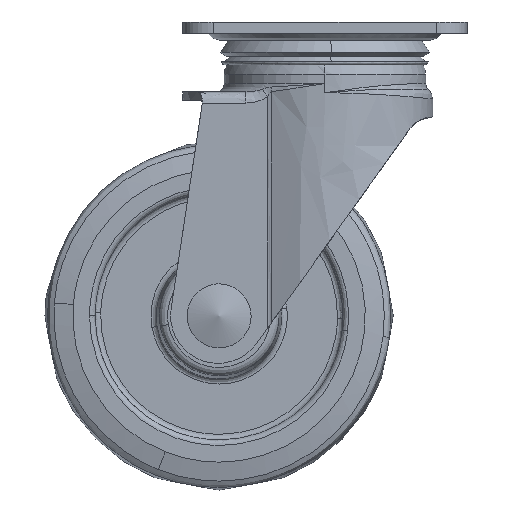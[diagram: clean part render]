
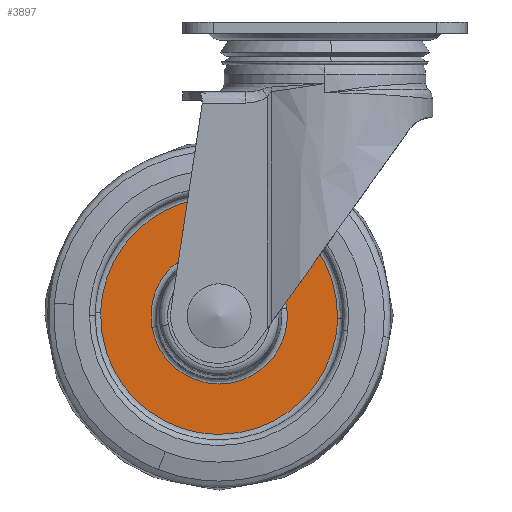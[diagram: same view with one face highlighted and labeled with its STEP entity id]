
A CAD part, front view. The second image highlights one B-rep face of the part: STEP entity #3897.
In plain terms, the highlighted free-form (B-spline) face has degree [1, 1] with [2, 2] control points.
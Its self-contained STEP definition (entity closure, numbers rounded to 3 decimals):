
#2994=CARTESIAN_POINT('',(-80.499,-14.,-104.432));
#2995=VERTEX_POINT('',#2994);
#3009=CARTESIAN_POINT('',(-38.,-14.,-62.988));
#3010=VERTEX_POINT('',#3009);
#3011=CARTESIAN_POINT('',(-38.,-14.,-62.988));
#3012=CARTESIAN_POINT('',(-79.457,-14.,-62.988));
#3013=CARTESIAN_POINT('',(-80.499,-14.,-104.432));
#3021=(BOUNDED_CURVE()B_SPLINE_CURVE(2,(#3011,#3012,#3013),.UNSPECIFIED.,.F.,.U.)B_SPLINE_CURVE_WITH_KNOTS((3,3),(0.5,0.746),.UNSPECIFIED.)CURVE()GEOMETRIC_REPRESENTATION_ITEM()RATIONAL_B_SPLINE_CURVE((1.0,0.712,0.99))REPRESENTATION_ITEM(''));
#3022=EDGE_CURVE('',#3010,#2995,#3021,.T.);
#3024=CARTESIAN_POINT('',(4.499,-14.,-106.568));
#3025=VERTEX_POINT('',#3024);
#3026=CARTESIAN_POINT('',(4.499,-14.,-106.568));
#3027=CARTESIAN_POINT('',(4.512,-14.,-106.034));
#3028=CARTESIAN_POINT('',(4.512,-14.,-105.5));
#3029=CARTESIAN_POINT('',(4.512,-14.,-62.988));
#3030=CARTESIAN_POINT('',(-38.,-14.,-62.988));
#3038=(BOUNDED_CURVE()B_SPLINE_CURVE(2,(#3026,#3027,#3028,#3029,#3030),.UNSPECIFIED.,.F.,.U.)B_SPLINE_CURVE_WITH_KNOTS((3,2,3),(0.246,0.25,0.5),.UNSPECIFIED.)CURVE()GEOMETRIC_REPRESENTATION_ITEM()RATIONAL_B_SPLINE_CURVE((0.99,0.995,1.0,0.707,1.0))REPRESENTATION_ITEM(''));
#3039=EDGE_CURVE('',#3025,#3010,#3038,.T.);
#3083=CARTESIAN_POINT('',(-38.,-14.,-148.012));
#3084=VERTEX_POINT('',#3083);
#3085=CARTESIAN_POINT('',(-38.,-14.,-148.012));
#3086=CARTESIAN_POINT('',(3.457,-14.,-148.012));
#3087=CARTESIAN_POINT('',(4.499,-14.,-106.568));
#3095=(BOUNDED_CURVE()B_SPLINE_CURVE(2,(#3085,#3086,#3087),.UNSPECIFIED.,.F.,.U.)B_SPLINE_CURVE_WITH_KNOTS((3,3),(0.0,0.246),.UNSPECIFIED.)CURVE()GEOMETRIC_REPRESENTATION_ITEM()RATIONAL_B_SPLINE_CURVE((1.0,0.712,0.99))REPRESENTATION_ITEM(''));
#3096=EDGE_CURVE('',#3084,#3025,#3095,.T.);
#3098=CARTESIAN_POINT('',(-80.499,-14.,-104.432));
#3099=CARTESIAN_POINT('',(-80.512,-14.,-104.966));
#3100=CARTESIAN_POINT('',(-80.512,-14.,-105.5));
#3101=CARTESIAN_POINT('',(-80.512,-14.,-148.012));
#3102=CARTESIAN_POINT('',(-38.,-14.,-148.012));
#3110=(BOUNDED_CURVE()B_SPLINE_CURVE(2,(#3098,#3099,#3100,#3101,#3102),.UNSPECIFIED.,.F.,.U.)B_SPLINE_CURVE_WITH_KNOTS((3,2,3),(0.746,0.75,1.0),.UNSPECIFIED.)CURVE()GEOMETRIC_REPRESENTATION_ITEM()RATIONAL_B_SPLINE_CURVE((0.99,0.995,1.0,0.707,1.0))REPRESENTATION_ITEM(''));
#3111=EDGE_CURVE('',#2995,#3084,#3110,.T.);
#3141=CARTESIAN_POINT('',(-62.108,-14.,-109.646));
#3142=VERTEX_POINT('',#3141);
#3143=CARTESIAN_POINT('',(-38.,-14.,-129.962));
#3144=VERTEX_POINT('',#3143);
#3145=CARTESIAN_POINT('',(-62.108,-14.,-109.646));
#3146=CARTESIAN_POINT('',(-58.614,-14.,-129.962));
#3147=CARTESIAN_POINT('',(-38.,-14.,-129.962));
#3155=(BOUNDED_CURVE()B_SPLINE_CURVE(2,(#3145,#3146,#3147),.UNSPECIFIED.,.F.,.U.)B_SPLINE_CURVE_WITH_KNOTS((3,3),(0.779,1.0),.UNSPECIFIED.)CURVE()GEOMETRIC_REPRESENTATION_ITEM()RATIONAL_B_SPLINE_CURVE((0.94,0.741,1.0))REPRESENTATION_ITEM(''));
#3156=EDGE_CURVE('',#3142,#3144,#3155,.T.);
#3158=CARTESIAN_POINT('',(-13.694,-14.,-102.739));
#3159=VERTEX_POINT('',#3158);
#3160=CARTESIAN_POINT('',(-38.,-14.,-129.962));
#3161=CARTESIAN_POINT('',(-13.538,-14.,-129.962));
#3162=CARTESIAN_POINT('',(-13.538,-14.,-105.5));
#3163=CARTESIAN_POINT('',(-13.538,-14.,-104.115));
#3164=CARTESIAN_POINT('',(-13.694,-14.,-102.739));
#3172=(BOUNDED_CURVE()B_SPLINE_CURVE(2,(#3160,#3161,#3162,#3163,#3164),.UNSPECIFIED.,.F.,.U.)B_SPLINE_CURVE_WITH_KNOTS((3,2,3),(0.0,0.25,0.27),.UNSPECIFIED.)CURVE()GEOMETRIC_REPRESENTATION_ITEM()RATIONAL_B_SPLINE_CURVE((1.0,0.707,1.0,0.977,0.958))REPRESENTATION_ITEM(''));
#3173=EDGE_CURVE('',#3144,#3159,#3172,.T.);
#3236=CARTESIAN_POINT('',(-38.,-14.,-81.038));
#3237=VERTEX_POINT('',#3236);
#3238=CARTESIAN_POINT('',(-38.,-14.,-81.038));
#3239=CARTESIAN_POINT('',(-62.462,-14.,-81.038));
#3240=CARTESIAN_POINT('',(-62.462,-14.,-105.5));
#3241=CARTESIAN_POINT('',(-62.462,-14.,-107.588));
#3242=CARTESIAN_POINT('',(-62.108,-14.,-109.646));
#3250=(BOUNDED_CURVE()B_SPLINE_CURVE(2,(#3238,#3239,#3240,#3241,#3242),.UNSPECIFIED.,.F.,.U.)B_SPLINE_CURVE_WITH_KNOTS((3,2,3),(0.5,0.75,0.779),.UNSPECIFIED.)CURVE()GEOMETRIC_REPRESENTATION_ITEM()RATIONAL_B_SPLINE_CURVE((1.0,0.707,1.0,0.966,0.94))REPRESENTATION_ITEM(''));
#3251=EDGE_CURVE('',#3237,#3142,#3250,.T.);
#3258=CARTESIAN_POINT('',(-13.694,-14.,-102.739));
#3259=CARTESIAN_POINT('',(-16.159,-14.,-81.038));
#3260=CARTESIAN_POINT('',(-38.,-14.,-81.038));
#3268=(BOUNDED_CURVE()B_SPLINE_CURVE(2,(#3258,#3259,#3260),.UNSPECIFIED.,.F.,.U.)B_SPLINE_CURVE_WITH_KNOTS((3,3),(0.27,0.5),.UNSPECIFIED.)CURVE()GEOMETRIC_REPRESENTATION_ITEM()RATIONAL_B_SPLINE_CURVE((0.958,0.73,1.0))REPRESENTATION_ITEM(''));
#3269=EDGE_CURVE('',#3159,#3237,#3268,.T.);
#3880=CARTESIAN_POINT('',(-84.745,-14.,-152.259));
#3881=CARTESIAN_POINT('',(-84.745,-14.,-58.741));
#3882=CARTESIAN_POINT('',(8.745,-14.,-152.259));
#3883=CARTESIAN_POINT('',(8.745,-14.,-58.741));
#3884=B_SPLINE_SURFACE_WITH_KNOTS('',1,1,((#3880,#3882),(#3881,#3883)),.UNSPECIFIED.,.F.,.F.,.U.,(2,2),(2,2),(0.0,93.519),(0.0,93.489),.UNSPECIFIED.);
#3885=ORIENTED_EDGE('',*,*,#3096,.T.);
#3886=ORIENTED_EDGE('',*,*,#3039,.T.);
#3887=ORIENTED_EDGE('',*,*,#3022,.T.);
#3888=ORIENTED_EDGE('',*,*,#3111,.T.);
#3889=EDGE_LOOP('',(#3885,#3886,#3887,#3888));
#3890=FACE_OUTER_BOUND('',#3889,.T.);
#3891=ORIENTED_EDGE('',*,*,#3173,.F.);
#3892=ORIENTED_EDGE('',*,*,#3156,.F.);
#3893=ORIENTED_EDGE('',*,*,#3251,.F.);
#3894=ORIENTED_EDGE('',*,*,#3269,.F.);
#3895=EDGE_LOOP('',(#3891,#3892,#3893,#3894));
#3896=FACE_BOUND('',#3895,.T.);
#3897=ADVANCED_FACE('',(#3890,#3896),#3884,.F.);
